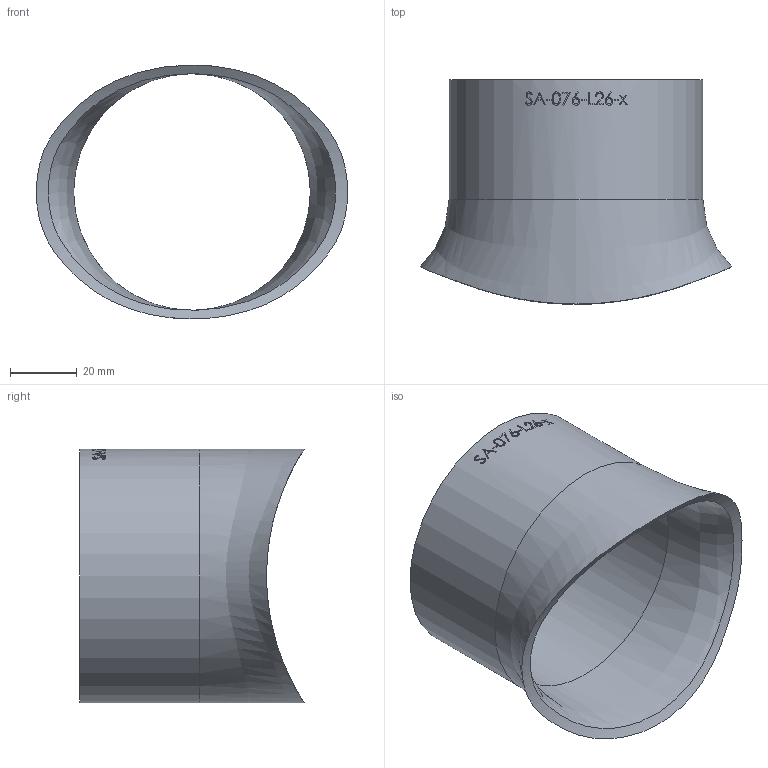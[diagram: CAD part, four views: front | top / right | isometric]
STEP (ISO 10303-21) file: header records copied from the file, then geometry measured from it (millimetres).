
FILE_DESCRIPTION (( 'STEP AP214' ), '1' );
FILE_NAME ('SA-076-L26-x Sattelstutzen 2001.STEP', '2020-01-08T12:12:40', ( '' ), ( '' ), 'SwSTEP 2.0', 'SolidWorks 2016', '' );
FILE_SCHEMA (( 'AUTOMOTIVE_DESIGN' ));
Length unit declared in the file: millimetre
Products named in the file (1): SA-076-L26-x Sattelstutzen 2001
Bounding box: 93.28 x 67.27 x 76.1 mm (x, y, z)
Volume: 37883.9 mm3; surface area: 30708.9 mm2
Topology: 1 solids, 1 shells, 132 faces, 344 edges, 229 vertices
Faces by surface type: bspline 77, plane 35, cylinder 20
Full cylindrical faces by diameter (mm): 70.9 x1, 76.1 x1
Entity records: 16284 total; most frequent: CARTESIAN_POINT 12391, ORIENTED_EDGE 666, EDGE_CURVE 333, DIRECTION 252, B_SPLINE_CURVE_WITH_KNOTS 240, VERTEX_POINT 224, EDGE_LOOP 153, FACE_OUTER_BOUND 135
